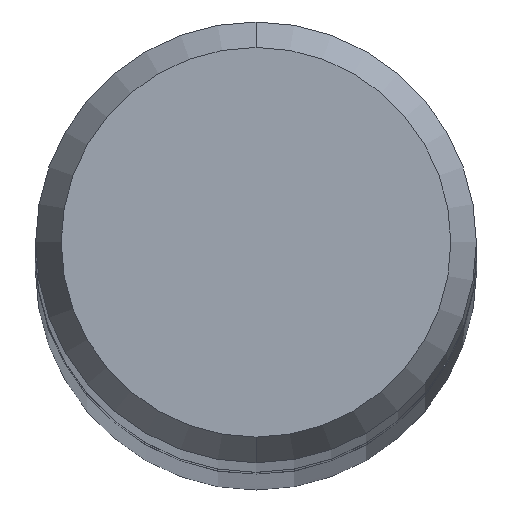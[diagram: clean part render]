
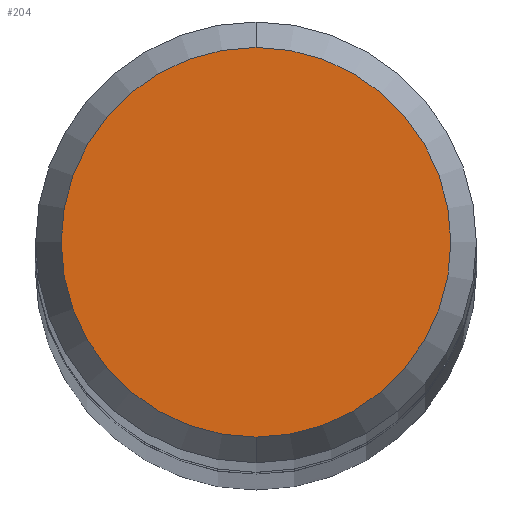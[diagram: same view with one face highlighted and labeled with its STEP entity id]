
A CAD part, top view. The second image highlights one B-rep face of the part: STEP entity #204.
In plain terms, the highlighted planar face has unit normal (0, 0, 1).
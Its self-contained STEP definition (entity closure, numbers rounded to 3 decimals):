
#132=VERTEX_POINT('',#281);
#144=EDGE_CURVE('',#132,#168,#294,.T.);
#158=EDGE_CURVE('',#168,#132,#310,.T.);
#168=VERTEX_POINT('',#321);
#204=ADVANCED_FACE('',(#361),#362,.T.);
#281=CARTESIAN_POINT('',(0.,-1.752,0.0));
#294=CIRCLE('',#462,1.752);
#310=CIRCLE('',#484,1.752);
#321=CARTESIAN_POINT('',(0.0,1.752,0.0));
#361=FACE_OUTER_BOUND('',#548,.T.);
#362=PLANE('',#549);
#462=AXIS2_PLACEMENT_3D('',#633,#634,#635);
#484=AXIS2_PLACEMENT_3D('',#657,#658,#659);
#548=EDGE_LOOP('',(#720,#721));
#549=AXIS2_PLACEMENT_3D('',#722,#723,#724);
#633=CARTESIAN_POINT('',(0.0,0.0,0.0));
#634=DIRECTION('',(0.0,0.0,-1.0));
#635=DIRECTION('',(0.0,1.0,0.0));
#657=CARTESIAN_POINT('',(0.0,0.0,0.0));
#658=DIRECTION('',(0.0,0.0,-1.0));
#659=DIRECTION('',(0.0,1.0,0.0));
#720=ORIENTED_EDGE('',*,*,#158,.F.);
#721=ORIENTED_EDGE('',*,*,#144,.F.);
#722=CARTESIAN_POINT('',(0.0,0.876,0.0));
#723=DIRECTION('',(-0.0,0.0,1.0));
#724=DIRECTION('',(0.0,-1.0,0.0));
